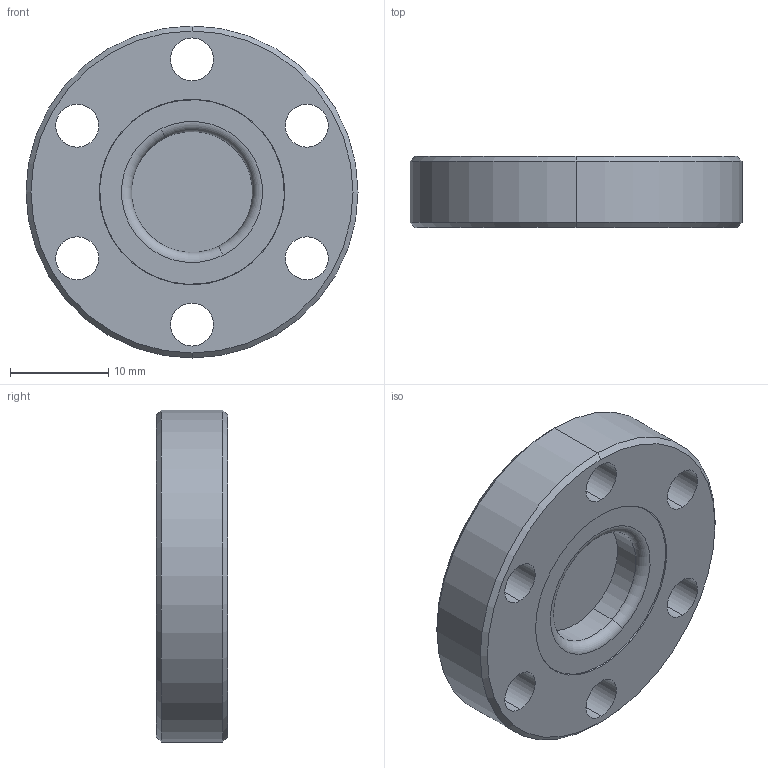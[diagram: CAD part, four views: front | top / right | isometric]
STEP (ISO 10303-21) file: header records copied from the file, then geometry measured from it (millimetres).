
FILE_DESCRIPTION (( 'STEP AP203' ), '1' );
FILE_NAME ('A1858-1-CF.STEP', '2011-10-03T14:42:38', ( '' ), ( '' ), 'SwSTEP 2.0', 'SolidWorks 2011', '' );
FILE_SCHEMA (( 'CONFIG_CONTROL_DESIGN' ));
Length unit declared in the file: inch
Products named in the file (1): A1858-1-CF
Bounding box: 33.78 x 7.24 x 33.78 mm (x, y, z)
Volume: 4559 mm3; surface area: 3816 mm2
Topology: 1 solids, 1 shells, 54 faces, 118 edges, 74 vertices
Faces by surface type: cylinder 32, plane 10, cone 8, torus 4
Entity records: 1611 total; most frequent: DIRECTION 306, CARTESIAN_POINT 247, ORIENTED_EDGE 236, AXIS2_PLACEMENT_3D 133, EDGE_CURVE 118, CIRCLE 78, VERTEX_POINT 74, EDGE_LOOP 74
